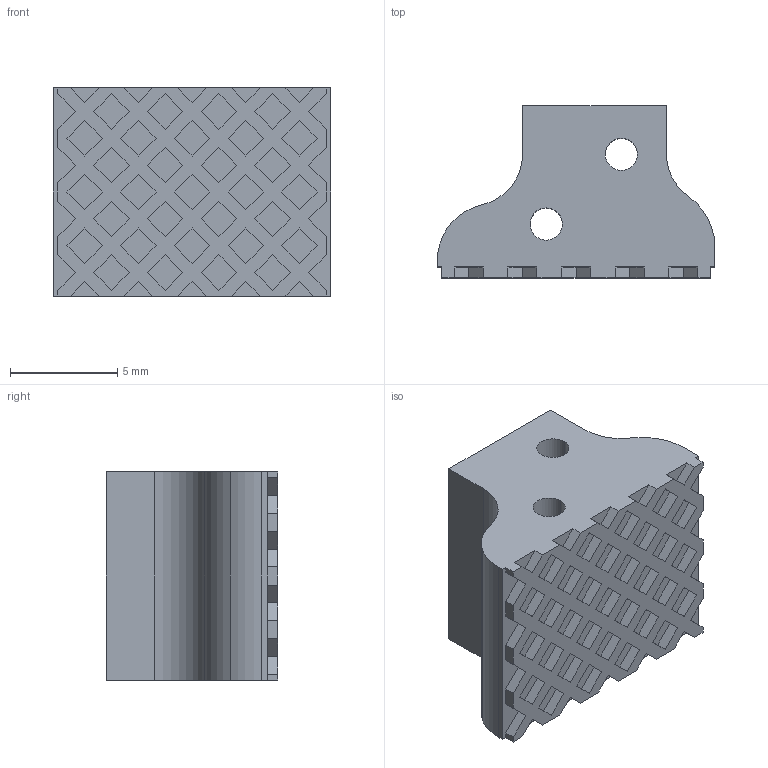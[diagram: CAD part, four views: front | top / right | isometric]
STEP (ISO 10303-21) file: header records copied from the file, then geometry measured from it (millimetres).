
FILE_DESCRIPTION (( 'STEP AP203' ), '1' );
FILE_NAME ('DT02B_PROXIMAL_PHALANX_BODY_INSERT.STEP', '2023-06-17T07:20:30', ( '' ), ( '' ), 'SwSTEP 2.0', 'SolidWorks 2021', '' );
FILE_SCHEMA (( 'CONFIG_CONTROL_DESIGN' ));
Length unit declared in the file: millimetre
Products named in the file (1): DT02B_PROXIMAL_PHALANX_BODY_INSERT
Bounding box: 12.93 x 8 x 9.7 mm (x, y, z)
Volume: 627.5 mm3; surface area: 704 mm2
Topology: 1 solids, 1 shells, 247 faces, 636 edges, 422 vertices
Faces by surface type: plane 226, cylinder 17, torus 4
Entity records: 7479 total; most frequent: CARTESIAN_POINT 1322, ORIENTED_EDGE 1272, DIRECTION 1168, EDGE_CURVE 636, VECTOR 592, LINE 592, VERTEX_POINT 422, AXIS2_PLACEMENT_3D 288
